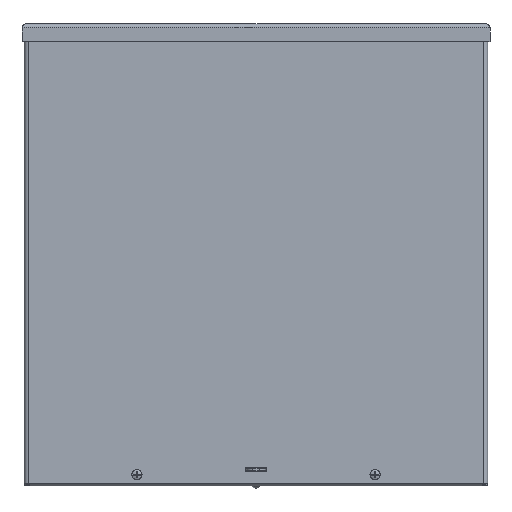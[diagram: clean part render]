
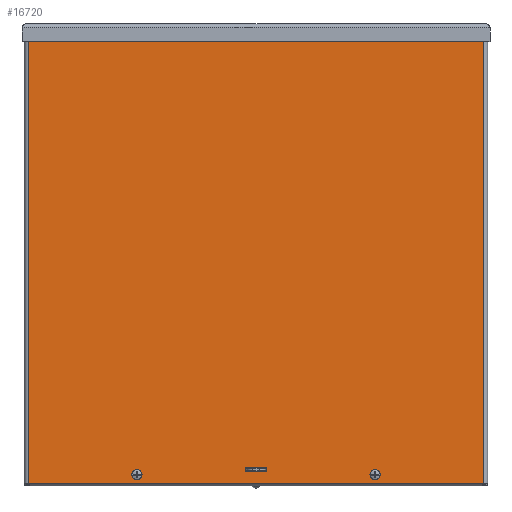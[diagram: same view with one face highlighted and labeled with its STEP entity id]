
A CAD part, top view. The second image highlights one B-rep face of the part: STEP entity #16720.
In plain terms, the highlighted planar face has unit normal (0, 0, 1).
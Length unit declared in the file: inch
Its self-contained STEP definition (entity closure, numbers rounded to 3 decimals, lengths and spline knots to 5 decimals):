
#6 = LINE ( 'NONE', #3187, #2926 ) ;
#19 = EDGE_CURVE ( 'NONE', #2847, #14532, #15118, .T. ) ;
#73 = CIRCLE ( 'NONE', #4427, 0.125 ) ;
#173 = CARTESIAN_POINT ( 'NONE',  ( 0.39063, -8.41488, 2.19362 ) ) ;
#479 = CARTESIAN_POINT ( 'NONE',  ( 0.39062, -8.28988, 2.19362 ) ) ;
#643 = DIRECTION ( 'NONE',  ( 0., 0., -1. ) ) ;
#644 = LINE ( 'NONE', #14960, #15983 ) ;
#741 = CARTESIAN_POINT ( 'NONE',  ( -0.42188, -8.41488, 2.19362 ) ) ;
#826 = CARTESIAN_POINT ( 'NONE',  ( -4.53125, 8.59375, 2.19362 ) ) ;
#904 = ORIENTED_EDGE ( 'NONE', *, *, #19, .T. ) ;
#933 = CARTESIAN_POINT ( 'NONE',  ( 0.39063, -8.32113, 2.19362 ) ) ;
#965 = CARTESIAN_POINT ( 'NONE',  ( -4.65625, -8.5625, 2.19362 ) ) ;
#1021 = ORIENTED_EDGE ( 'NONE', *, *, #17211, .T. ) ;
#1067 = LINE ( 'NONE', #17333, #2158 ) ;
#1193 = ORIENTED_EDGE ( 'NONE', *, *, #7960, .T. ) ;
#1343 = LINE ( 'NONE', #4553, #5258 ) ;
#1366 = CIRCLE ( 'NONE', #2193, 0.03125 ) ;
#1388 = ORIENTED_EDGE ( 'NONE', *, *, #1519, .T. ) ;
#1483 = EDGE_LOOP ( 'NONE', ( #2825, #6928, #1021, #904 ) ) ;
#1504 = DIRECTION ( 'NONE',  ( -1., 0., 0. ) ) ;
#1519 = EDGE_CURVE ( 'NONE', #2261, #2261, #1670, .T. ) ;
#1534 = ORIENTED_EDGE ( 'NONE', *, *, #17099, .F. ) ;
#1670 = CIRCLE ( 'NONE', #15232, 0.125 ) ;
#1730 = EDGE_LOOP ( 'NONE', ( #17516 ) ) ;
#1819 = ORIENTED_EDGE ( 'NONE', *, *, #2563, .F. ) ;
#2005 = CARTESIAN_POINT ( 'NONE',  ( 4.78125, 8.59375, 2.19362 ) ) ;
#2158 = VECTOR ( 'NONE', #1504, 39.37008 ) ;
#2193 = AXIS2_PLACEMENT_3D ( 'NONE', #173, #5878, #2943 ) ;
#2230 = VERTEX_POINT ( 'NONE', #4060 ) ;
#2261 = VERTEX_POINT ( 'NONE', #13481 ) ;
#2304 = FACE_OUTER_BOUND ( 'NONE', #1483, .T. ) ;
#2362 = DIRECTION ( 'NONE',  ( 0.707, 0.707, 0. ) ) ;
#2429 = VERTEX_POINT ( 'NONE', #17747 ) ;
#2554 = VERTEX_POINT ( 'NONE', #741 ) ;
#2563 = EDGE_CURVE ( 'NONE', #2554, #2230, #10574, .T. ) ;
#2669 = DIRECTION ( 'NONE',  ( 0., 0., -1. ) ) ;
#2674 = EDGE_CURVE ( 'NONE', #11967, #11967, #9458, .T. ) ;
#2825 = ORIENTED_EDGE ( 'NONE', *, *, #5365, .T. ) ;
#2847 = VERTEX_POINT ( 'NONE', #17643 ) ;
#2926 = VECTOR ( 'NONE', #17611, 39.37008 ) ;
#2938 = AXIS2_PLACEMENT_3D ( 'NONE', #13587, #5021, #9180 ) ;
#2943 = DIRECTION ( 'NONE',  ( 0.707, -0.707, 0. ) ) ;
#3187 = CARTESIAN_POINT ( 'NONE',  ( -0.21094, -8.28988, 2.19362 ) ) ;
#3292 = CARTESIAN_POINT ( 'NONE',  ( -4.65625, 8.59375, 2.19362 ) ) ;
#3522 = PLANE ( 'NONE',  #2938 ) ;
#3586 = DIRECTION ( 'NONE',  ( 0., 0., 1. ) ) ;
#3727 = CARTESIAN_POINT ( 'NONE',  ( -9.059, -8.92188, 2.19362 ) ) ;
#4060 = CARTESIAN_POINT ( 'NONE',  ( -0.39063, -8.44613, 2.19362 ) ) ;
#4215 = DIRECTION ( 'NONE',  ( 0., -1., 0. ) ) ;
#4427 = AXIS2_PLACEMENT_3D ( 'NONE', #3292, #643, #15290 ) ;
#4553 = CARTESIAN_POINT ( 'NONE',  ( -8.90625, 4.48438, 2.19362 ) ) ;
#4704 = EDGE_LOOP ( 'NONE', ( #1388 ) ) ;
#4851 = FACE_BOUND ( 'NONE', #5412, .T. ) ;
#4901 = ORIENTED_EDGE ( 'NONE', *, *, #12725, .T. ) ;
#4949 = DIRECTION ( 'NONE',  ( -0.707, -0.707, 0. ) ) ;
#5021 = DIRECTION ( 'NONE',  ( 0., 0., -1. ) ) ;
#5230 = AXIS2_PLACEMENT_3D ( 'NONE', #933, #18123, #2362 ) ;
#5258 = VECTOR ( 'NONE', #16227, 39.37008 ) ;
#5365 = EDGE_CURVE ( 'NONE', #14532, #11639, #9468, .T. ) ;
#5412 = EDGE_LOOP ( 'NONE', ( #11822, #1534, #14168, #1819, #8166, #17547, #13935, #10530 ) ) ;
#5878 = DIRECTION ( 'NONE',  ( 0., 0., 1. ) ) ;
#6631 = DIRECTION ( 'NONE',  ( 0., 1., 0. ) ) ;
#6672 = DIRECTION ( 'NONE',  ( 1., 0., 0. ) ) ;
#6679 = EDGE_CURVE ( 'NONE', #7481, #2429, #9576, .T. ) ;
#6928 = ORIENTED_EDGE ( 'NONE', *, *, #17819, .T. ) ;
#7378 = FACE_BOUND ( 'NONE', #13201, .T. ) ;
#7478 = EDGE_CURVE ( 'NONE', #10661, #9392, #6, .T. ) ;
#7481 = VERTEX_POINT ( 'NONE', #14803 ) ;
#7960 = EDGE_CURVE ( 'NONE', #16263, #16263, #73, .T. ) ;
#8166 = ORIENTED_EDGE ( 'NONE', *, *, #15089, .T. ) ;
#8196 = AXIS2_PLACEMENT_3D ( 'NONE', #18056, #3586, #4949 ) ;
#8257 = AXIS2_PLACEMENT_3D ( 'NONE', #18217, #18095, #8300 ) ;
#8300 = DIRECTION ( 'NONE',  ( -0.707, 0.707, 0. ) ) ;
#8604 = VECTOR ( 'NONE', #6631, 39.37008 ) ;
#8715 = FACE_BOUND ( 'NONE', #4704, .T. ) ;
#8727 = CARTESIAN_POINT ( 'NONE',  ( -0.39063, -8.28988, 2.19362 ) ) ;
#9180 = DIRECTION ( 'NONE',  ( 1., 0., 0. ) ) ;
#9392 = VERTEX_POINT ( 'NONE', #479 ) ;
#9458 = CIRCLE ( 'NONE', #13182, 0.125 ) ;
#9468 = LINE ( 'NONE', #16681, #8604 ) ;
#9576 = LINE ( 'NONE', #17111, #18079 ) ;
#9838 = CARTESIAN_POINT ( 'NONE',  ( 4.65625, -8.5625, 2.19362 ) ) ;
#9940 = VERTEX_POINT ( 'NONE', #11733 ) ;
#9979 = CARTESIAN_POINT ( 'NONE',  ( 8.90625, 8.95312, 2.19362 ) ) ;
#10038 = EDGE_CURVE ( 'NONE', #7481, #9392, #12210, .T. ) ;
#10530 = ORIENTED_EDGE ( 'NONE', *, *, #10038, .F. ) ;
#10574 = CIRCLE ( 'NONE', #8196, 0.03125 ) ;
#10661 = VERTEX_POINT ( 'NONE', #8727 ) ;
#10870 = EDGE_LOOP ( 'NONE', ( #1193 ) ) ;
#11038 = CIRCLE ( 'NONE', #8257, 0.03125 ) ;
#11118 = FACE_BOUND ( 'NONE', #10870, .T. ) ;
#11205 = CARTESIAN_POINT ( 'NONE',  ( 9.059, 8.95313, 2.19362 ) ) ;
#11273 = VECTOR ( 'NONE', #16632, 39.37008 ) ;
#11554 = FACE_BOUND ( 'NONE', #1730, .T. ) ;
#11639 = VERTEX_POINT ( 'NONE', #9979 ) ;
#11733 = CARTESIAN_POINT ( 'NONE',  ( 0.39062, -8.44613, 2.19362 ) ) ;
#11822 = ORIENTED_EDGE ( 'NONE', *, *, #6679, .T. ) ;
#11967 = VERTEX_POINT ( 'NONE', #2005 ) ;
#12210 = CIRCLE ( 'NONE', #5230, 0.03125 ) ;
#12436 = CARTESIAN_POINT ( 'NONE',  ( -8.90625, 8.95312, 2.19362 ) ) ;
#12442 = DIRECTION ( 'NONE',  ( 1., 0., 0. ) ) ;
#12630 = VERTEX_POINT ( 'NONE', #12436 ) ;
#12725 = EDGE_CURVE ( 'NONE', #12866, #12866, #18451, .T. ) ;
#12751 = VECTOR ( 'NONE', #12830, 39.37008 ) ;
#12752 = DIRECTION ( 'NONE',  ( 1., 0., 0. ) ) ;
#12830 = DIRECTION ( 'NONE',  ( -1., 0., 0. ) ) ;
#12866 = VERTEX_POINT ( 'NONE', #15286 ) ;
#13182 = AXIS2_PLACEMENT_3D ( 'NONE', #15497, #16932, #12442 ) ;
#13201 = EDGE_LOOP ( 'NONE', ( #4901 ) ) ;
#13481 = CARTESIAN_POINT ( 'NONE',  ( -4.53125, -8.5625, 2.19362 ) ) ;
#13587 = CARTESIAN_POINT ( 'NONE',  ( 0., 0.01562, 2.19362 ) ) ;
#13935 = ORIENTED_EDGE ( 'NONE', *, *, #7478, .T. ) ;
#14024 = CARTESIAN_POINT ( 'NONE',  ( -0.42188, -8.32113, 2.19362 ) ) ;
#14168 = ORIENTED_EDGE ( 'NONE', *, *, #15517, .T. ) ;
#14532 = VERTEX_POINT ( 'NONE', #16098 ) ;
#14670 = EDGE_CURVE ( 'NONE', #10661, #18399, #11038, .T. ) ;
#14803 = CARTESIAN_POINT ( 'NONE',  ( 0.42187, -8.32113, 2.19362 ) ) ;
#14960 = CARTESIAN_POINT ( 'NONE',  ( -0.42188, -4.21525, 2.19362 ) ) ;
#15089 = EDGE_CURVE ( 'NONE', #2554, #18399, #644, .T. ) ;
#15118 = LINE ( 'NONE', #3727, #11273 ) ;
#15231 = DIRECTION ( 'NONE',  ( 0., 0., -1. ) ) ;
#15232 = AXIS2_PLACEMENT_3D ( 'NONE', #965, #15231, #6672 ) ;
#15286 = CARTESIAN_POINT ( 'NONE',  ( 4.78125, -8.5625, 2.19362 ) ) ;
#15290 = DIRECTION ( 'NONE',  ( 1., 0., 0. ) ) ;
#15497 = CARTESIAN_POINT ( 'NONE',  ( 4.65625, 8.59375, 2.19362 ) ) ;
#15517 = EDGE_CURVE ( 'NONE', #9940, #2230, #1067, .T. ) ;
#15955 = AXIS2_PLACEMENT_3D ( 'NONE', #9838, #2669, #12752 ) ;
#15983 = VECTOR ( 'NONE', #16143, 39.37008 ) ;
#16098 = CARTESIAN_POINT ( 'NONE',  ( 8.90625, -8.92188, 2.19362 ) ) ;
#16143 = DIRECTION ( 'NONE',  ( 0., 1., 0. ) ) ;
#16227 = DIRECTION ( 'NONE',  ( 0., -1., 0. ) ) ;
#16263 = VERTEX_POINT ( 'NONE', #826 ) ;
#16590 = LINE ( 'NONE', #11205, #12751 ) ;
#16632 = DIRECTION ( 'NONE',  ( 1., 0., 0. ) ) ;
#16681 = CARTESIAN_POINT ( 'NONE',  ( 8.90625, -4.45313, 2.19362 ) ) ;
#16720 = ADVANCED_FACE ( 'NONE', ( #2304, #8715, #11118, #4851, #7378, #11554 ), #3522, .F. ) ;
#16932 = DIRECTION ( 'NONE',  ( 0., 0., -1. ) ) ;
#17099 = EDGE_CURVE ( 'NONE', #9940, #2429, #1366, .T. ) ;
#17111 = CARTESIAN_POINT ( 'NONE',  ( 0.42188, -4.13713, 2.19362 ) ) ;
#17211 = EDGE_CURVE ( 'NONE', #12630, #2847, #1343, .T. ) ;
#17333 = CARTESIAN_POINT ( 'NONE',  ( 0.21094, -8.44613, 2.19362 ) ) ;
#17516 = ORIENTED_EDGE ( 'NONE', *, *, #2674, .T. ) ;
#17547 = ORIENTED_EDGE ( 'NONE', *, *, #14670, .F. ) ;
#17611 = DIRECTION ( 'NONE',  ( 1., 0., 0. ) ) ;
#17643 = CARTESIAN_POINT ( 'NONE',  ( -8.90625, -8.92188, 2.19362 ) ) ;
#17747 = CARTESIAN_POINT ( 'NONE',  ( 0.42187, -8.41488, 2.19362 ) ) ;
#17819 = EDGE_CURVE ( 'NONE', #11639, #12630, #16590, .T. ) ;
#18056 = CARTESIAN_POINT ( 'NONE',  ( -0.39063, -8.41488, 2.19362 ) ) ;
#18079 = VECTOR ( 'NONE', #4215, 39.37008 ) ;
#18095 = DIRECTION ( 'NONE',  ( 0., 0., 1. ) ) ;
#18123 = DIRECTION ( 'NONE',  ( 0., 0., 1. ) ) ;
#18217 = CARTESIAN_POINT ( 'NONE',  ( -0.39063, -8.32113, 2.19362 ) ) ;
#18399 = VERTEX_POINT ( 'NONE', #14024 ) ;
#18451 = CIRCLE ( 'NONE', #15955, 0.125 ) ;
